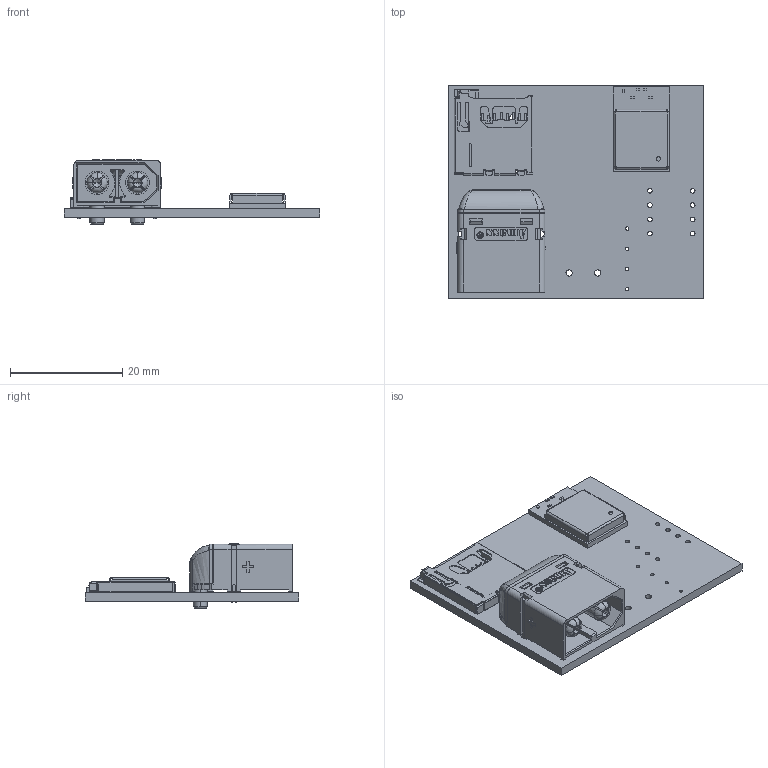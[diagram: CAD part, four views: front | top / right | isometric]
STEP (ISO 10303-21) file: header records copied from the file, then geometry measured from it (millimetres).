
FILE_DESCRIPTION(('KiCad electronic assembly'),'2;1');
FILE_NAME('Multimodal_Actuator_mk2_mockup.step','2025-08-18T22:32:34',( 'Pcbnew'),('Kicad'),'Open CASCADE STEP processor 7.8', 'KiCad to STEP converter','Unknown');
FILE_SCHEMA(('AUTOMOTIVE_DESIGN { 1 0 10303 214 1 1 1 1 }'));
Length unit declared in the file: millimetre
Products named in the file (8): Multimodal_Actuator_mk2_mockup 1; 2908-05WB-MG; NINA-B306-00B; NINA-B306-00B-00; XT60PW-M; _autosave-Multimodal_Actuator_mk2_PCB
Assembly tree (7 placements, depth 3):
  Multimodal_Actuator_mk2_mockup 1
    2908-05WB-MG
      2908-05WB-MG
    NINA-B306-00B
      NINA-B306-00B-00
    XT60PW-M
      XT60PW-M
    _autosave-Multimodal_Actuator_mk2_PCB
Bounding box: 45.5 x 38 x 11.45 mm (x, y, z)
Volume: 4243.6 mm3; surface area: 8275.5 mm2
Topology: 102 solids, 104 shells, 2075 faces, 5049 edges, 3258 vertices
Faces by surface type: plane 1681, cylinder 307, bspline 61, cone 14, revolution 12
Full cylindrical faces by diameter (mm): 0.2 x6, 0.6 x4, 0.813 x8, 1.1 x2, 1.4 x5, 1.8 x2, 2.7 x1
Entity records: 64267 total; most frequent: CARTESIAN_POINT 14047, ORIENTED_EDGE 10086, DIRECTION 9546, EDGE_CURVE 5043, LINE 4166, VECTOR 4166, VERTEX_POINT 3258, AXIS2_PLACEMENT_3D 2684
